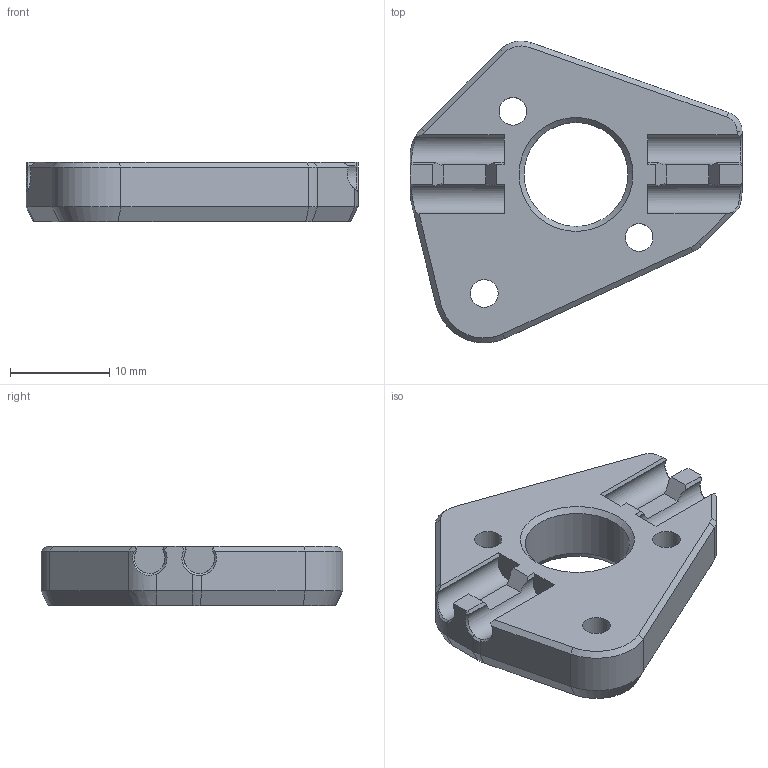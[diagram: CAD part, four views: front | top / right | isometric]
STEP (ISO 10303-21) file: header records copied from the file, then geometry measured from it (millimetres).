
FILE_DESCRIPTION(/* description */ (''),/* implementation_level */ '2;1');
FILE_NAME(/* name */ 'ZCarriage_WS8.step',/* time_stamp */ '2023-03-30T15:25:43-04:00',/* author */ (''),/* organization */ (''),/* preprocessor_version */ 'ST-DEVELOPER v19.2',/* originating_system */ 'Autodesk Translation Framework v11.17.0.187',/* authorisation */ '');
FILE_SCHEMA (('AUTOMOTIVE_DESIGN { 1 0 10303 214 3 1 1 }','MODEL_BASED_INTEGRATED_MANUFACTURING_SCHEMA'));
Length unit declared in the file: millimetre
Products named in the file (1): Body1
Bounding box: 33.5 x 30.46 x 6 mm (x, y, z)
Volume: 3240.7 mm3; surface area: 2197.2 mm2
Topology: 1 solids, 1 shells, 96 faces, 248 edges, 154 vertices
Faces by surface type: plane 53, cone 18, cylinder 15, bspline 10
Full cylindrical faces by diameter (mm): 2.8 x3, 10.5 x1
Entity records: 3165 total; most frequent: CARTESIAN_POINT 851, ORIENTED_EDGE 496, DIRECTION 437, EDGE_CURVE 248, LINE 155, VECTOR 155, VERTEX_POINT 154, AXIS2_PLACEMENT_3D 141
